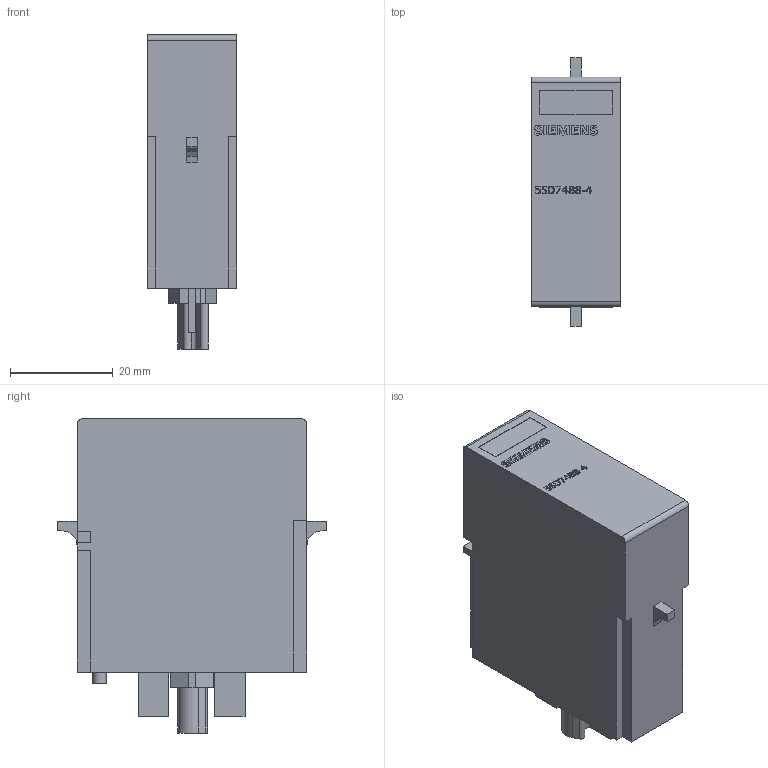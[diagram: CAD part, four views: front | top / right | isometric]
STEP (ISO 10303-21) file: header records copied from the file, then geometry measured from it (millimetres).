
FILE_DESCRIPTION(/* description */ (''),/* implementation_level */ '2;1');
FILE_NAME(/* name */ '5SD7488-4_v.stp',/* time_stamp */ '2023-03-23T14:35:49+01:00',/* author */ ('"(c) Siemens AG Smart Infrastructure"'),/* organization */ ('"(c) Siemens AG - Smart Infrastructure - EP"'),/* preprocessor_version */ 'ST-DEVELOPER v18.101',/* originating_system */ 'SIEMENS PLM Software NX 2008',/* authorisation */ '"Transmittal reproduction, dissemination and/or editing of this document as well as utilization of its contents and communication thereof to others without express authorization is prohibited. Offenders will be held liable for payment of damages. All rights created by patent grant or registration of a utility model or design patent are reserved."');
FILE_SCHEMA (('AUTOMOTIVE_DESIGN { 1 0 10303 214 3 1 1 1 }'));
Length unit declared in the file: millimetre
Products named in the file (1): model3
Bounding box: 17.5 x 52.4 x 61.3 mm (x, y, z)
Volume: 38712.3 mm3; surface area: 8374 mm2
Topology: 1 solids, 1 shells, 241 faces, 647 edges, 441 vertices
Faces by surface type: plane 202, extrusion 32, cylinder 7
Full cylindrical faces by diameter (mm): 2.6 x1
Entity records: 10386 total; most frequent: CARTESIAN_POINT 3583, ORIENTED_EDGE 1246, DIRECTION 827, EDGE_CURVE 623, VERTEX_POINT 416, VECTOR 369, LINE 337, B_SPLINE_CURVE_WITH_KNOTS 327
